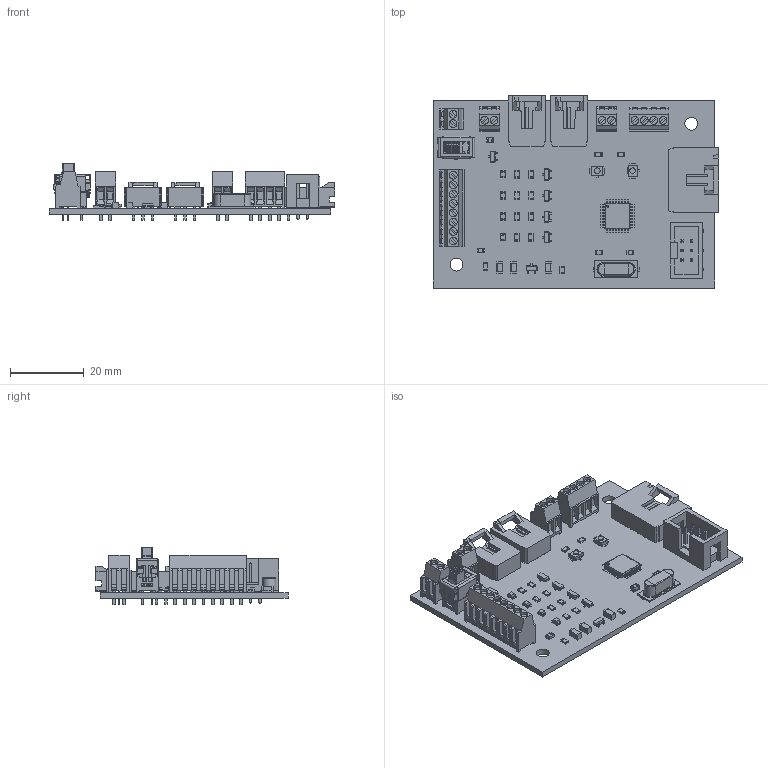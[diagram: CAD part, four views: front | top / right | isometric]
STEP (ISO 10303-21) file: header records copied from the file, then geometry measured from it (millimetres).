
FILE_DESCRIPTION(('KiCad electronic assembly'),'2;1');
FILE_NAME('sfx-202502.step','2025-03-10T17:48:01',('Pcbnew'),('Kicad'), 'Open CASCADE STEP processor 7.6','KiCad to STEP converter','Unknown' );
FILE_SCHEMA(('AUTOMOTIVE_DESIGN { 1 0 10303 214 1 1 1 1 }'));
Length unit declared in the file: millimetre
Products named in the file (34): sfx-202502 1; R_0805_2012Metric; C_0805_2012Metric; LED_0805_2012Metric; conn-01x06-m-shr-103906-5; 1; SOT-23; SOT_23; conn-01x03-m-shr-103906-2; C_1206_3216Metric; TQFP-32_7x7mm_P0.8mm; TQFP_32_7x7mm_P08mm; B3U-1100P; B3U_1100P[]; term-8pos-100mil-282834-8; C-282834-8; D_0805_2012Metric; D_0805; term-2pos-100mil-282834-2; Crystal_SMD_HC49-SD; ES02MCBE; IDC-Header_2x03_P2.54mm_Vertical; IDC_Header_2x03_P254mm_Vertical; term-4pos-100mil-282834-4; C-282834-4; sfx-202502_PCB
Assembly tree (60 placements, depth 3):
  sfx-202502 1
    R_0805_2012Metric  x12
      R_0805_2012Metric
    C_0805_2012Metric  x2
      C_0805_2012Metric
    LED_0805_2012Metric  x4
      LED_0805_2012Metric
    conn-01x06-m-shr-103906-5
      1
    SOT-23  x6
      SOT_23
    conn-01x03-m-shr-103906-2  x2
      1
    C_1206_3216Metric  x3
      C_1206_3216Metric
    TQFP-32_7x7mm_P0.8mm
      TQFP_32_7x7mm_P08mm
    B3U-1100P  x2
      B3U_1100P[]
    term-8pos-100mil-282834-8
      C-282834-8
    D_0805_2012Metric  x2
      D_0805
    term-2pos-100mil-282834-2  x3
      1
    Crystal_SMD_HC49-SD
      Crystal_SMD_HC49-SD
    ES02MCBE
      ES02MCBE
    IDC-Header_2x03_P2.54mm_Vertical
      IDC_Header_2x03_P254mm_Vertical
    term-4pos-100mil-282834-4
      C-282834-4
    sfx-202502_PCB
Bounding box: 77.34 x 51.94 x 15.67 mm (x, y, z)
Volume: 11123.9 mm3; surface area: 16491.3 mm2
Topology: 46 solids, 46 shells, 3644 faces, 9622 edges, 6168 vertices
Faces by surface type: plane 2744, cylinder 648, bspline 234, torus 16, sphere 2
Full cylindrical faces by diameter (mm): 0.5 x1, 0.597 x1, 0.711 x1, 1 x24, 1.09 x5, 1.1 x18, 1.676 x1, 3.5 x2
Entity records: 83087 total; most frequent: CARTESIAN_POINT 16781, ORIENTED_EDGE 12532, DIRECTION 11623, EDGE_CURVE 6266, LINE 5233, VECTOR 5233, VERTEX_POINT 4033, AXIS2_PLACEMENT_3D 3195
